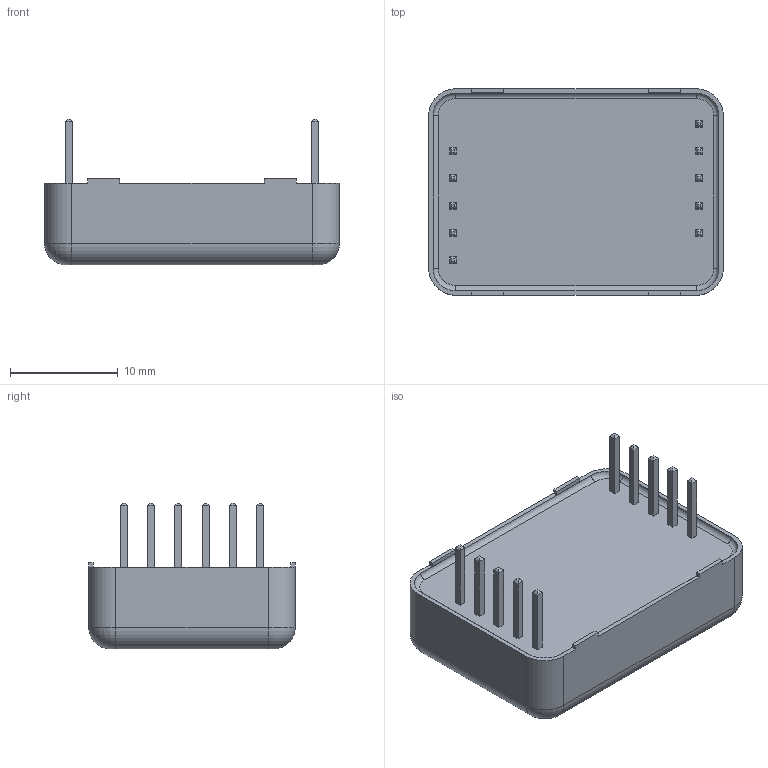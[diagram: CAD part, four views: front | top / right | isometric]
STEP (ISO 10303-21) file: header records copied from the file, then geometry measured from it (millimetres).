
FILE_DESCRIPTION(/* description */ ('Alibre Inc.'),/* implementation_level */ '2;1');
FILE_NAME(/* name */ 'export0',/* time_stamp */ '2015-12-03T11:49:44+01:00',/* author */ (''),/* organization */ (''),/* preprocessor_version */ 'ST-DEVELOPER v14',/* originating_system */ 'Alibre',/* authorisation */ '');
FILE_SCHEMA (('AUTOMOTIVE_DESIGN'));
Length unit declared in the file: centimetre
Bounding box: 27.4 x 19.2 x 13.55 mm (x, y, z)
Volume: 493.2 mm3; surface area: 3464.1 mm2
Topology: 1 solids, 2 shells, 497 faces, 1256 edges, 806 vertices
Faces by surface type: plane 445, cylinder 27, bspline 13, torus 12
Full cylindrical faces by diameter (mm): 0.699 x1, 0.708 x1, 2 x1
Entity records: 14385 total; most frequent: CARTESIAN_POINT 3269, ORIENTED_EDGE 2502, DIRECTION 1702, EDGE_CURVE 1251, VECTOR 1107, LINE 1107, VERTEX_POINT 804, EDGE_LOOP 543
